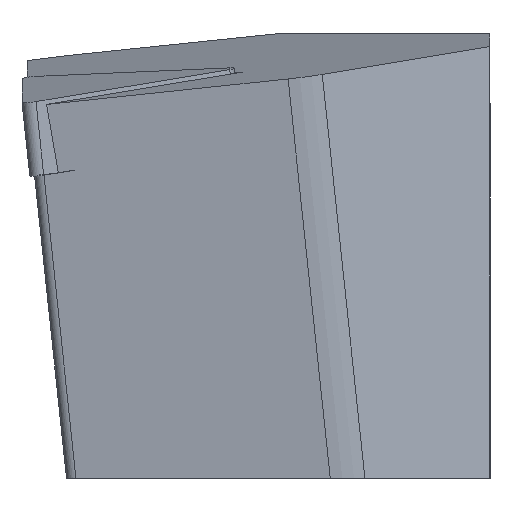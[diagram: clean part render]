
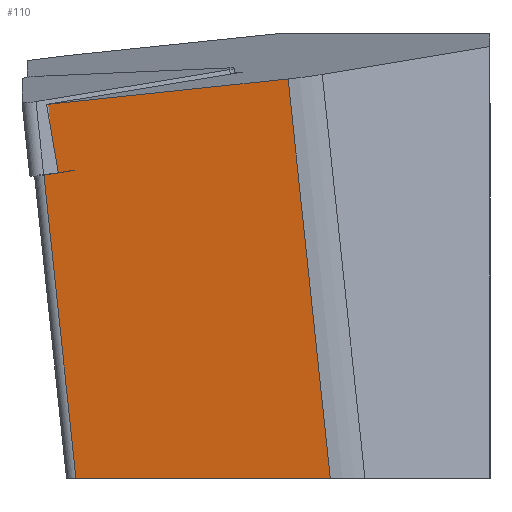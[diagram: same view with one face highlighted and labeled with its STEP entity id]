
A CAD part, left-side view. The second image highlights one B-rep face of the part: STEP entity #110.
In plain terms, the highlighted planar face has unit normal (-0.995, -0.011, -0.103).
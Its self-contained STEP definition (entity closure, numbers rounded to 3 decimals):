
#110=ADVANCED_FACE('',(#159),#136,.F.);
#136=PLANE('',#584);
#159=FACE_OUTER_BOUND('',#186,.T.);
#186=EDGE_LOOP('',(#233,#234,#235,#236,#237,#238));
#233=ORIENTED_EDGE('',*,*,#411,.F.);
#234=ORIENTED_EDGE('',*,*,#410,.F.);
#235=ORIENTED_EDGE('',*,*,#412,.F.);
#236=ORIENTED_EDGE('',*,*,#413,.T.);
#237=ORIENTED_EDGE('',*,*,#399,.F.);
#238=ORIENTED_EDGE('',*,*,#414,.T.);
#355=VERTEX_POINT('',#754);
#356=VERTEX_POINT('',#756);
#364=VERTEX_POINT('',#773);
#366=VERTEX_POINT('',#777);
#367=VERTEX_POINT('',#781);
#368=VERTEX_POINT('',#783);
#399=EDGE_CURVE('',#355,#356,#466,.T.);
#410=EDGE_CURVE('',#366,#364,#474,.T.);
#411=EDGE_CURVE('',#364,#367,#475,.T.);
#412=EDGE_CURVE('',#368,#366,#476,.T.);
#413=EDGE_CURVE('',#368,#356,#477,.T.);
#414=EDGE_CURVE('',#355,#367,#478,.T.);
#466=LINE('',#755,#523);
#474=LINE('',#778,#531);
#475=LINE('',#780,#532);
#476=LINE('',#782,#533);
#477=LINE('',#784,#534);
#478=LINE('',#785,#535);
#523=VECTOR('',#620,1.);
#531=VECTOR('',#636,1.);
#532=VECTOR('',#639,1.);
#533=VECTOR('',#640,1.);
#534=VECTOR('',#641,1.);
#535=VECTOR('',#642,1.);
#584=AXIS2_PLACEMENT_3D('',#786,#643,#644);
#620=DIRECTION('',(0.,-0.994,0.105));
#636=DIRECTION('',(-0.104,0.105,0.989));
#639=DIRECTION('',(0.,-0.994,0.105));
#640=DIRECTION('',(-0.011,1.,0.));
#641=DIRECTION('',(-0.104,0.105,0.989));
#642=DIRECTION('',(0.104,-0.168,-0.98));
#643=DIRECTION('',(0.995,0.011,0.103));
#644=DIRECTION('',(0.103,0.,-0.995));
#754=CARTESIAN_POINT('',(0.643,-1.051,-0.024));
#755=CARTESIAN_POINT('',(0.643,-0.622,-0.069));
#756=CARTESIAN_POINT('',(0.643,-11.371,1.067));
#773=CARTESIAN_POINT('',(0.952,-0.933,-3.016));
#777=CARTESIAN_POINT('',(2.317,-2.306,-16.));
#778=CARTESIAN_POINT('',(2.701,-2.692,-19.653));
#780=CARTESIAN_POINT('',(0.952,-0.933,-3.016));
#781=CARTESIAN_POINT('',(0.952,-1.551,-2.951));
#782=CARTESIAN_POINT('',(2.321,-2.696,-16.));
#783=CARTESIAN_POINT('',(2.436,-13.175,-16.));
#784=CARTESIAN_POINT('',(2.701,-13.441,-18.517));
#785=CARTESIAN_POINT('',(2.69,-4.357,-19.369));
#786=CARTESIAN_POINT('',(2.701,-2.692,-19.653));
